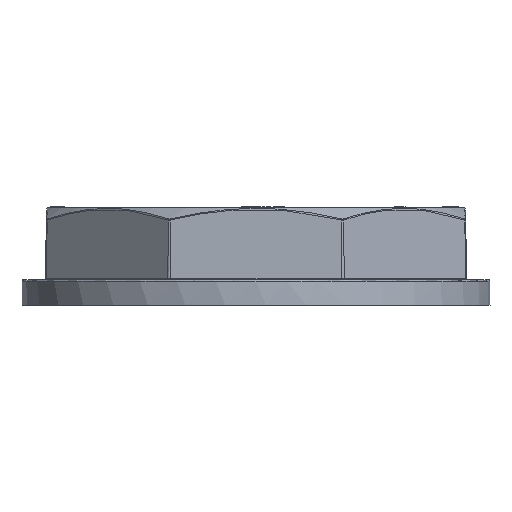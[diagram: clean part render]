
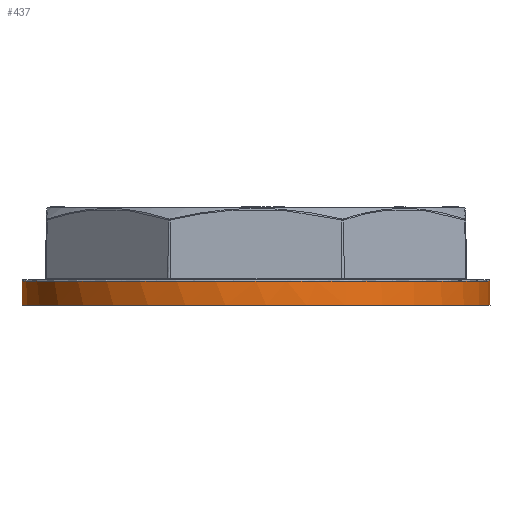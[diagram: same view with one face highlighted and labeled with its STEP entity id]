
A CAD part, front view. The second image highlights one B-rep face of the part: STEP entity #437.
In plain terms, the highlighted conical face has half-angle 1 degrees and reference radius 38.35 mm.
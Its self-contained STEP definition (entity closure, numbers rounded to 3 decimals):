
#133=CONICAL_SURFACE('',#4419,38.35,1.);
#437=ADVANCED_FACE('',(#1602,#1603),#133,.T.);
#1602=FACE_BOUND('',#1670,.T.);
#1603=FACE_BOUND('',#1671,.T.);
#1670=EDGE_LOOP('',(#2102));
#1671=EDGE_LOOP('',(#2103));
#2102=ORIENTED_EDGE('',*,*,#3796,.T.);
#2103=ORIENTED_EDGE('',*,*,#3797,.T.);
#3376=VERTEX_POINT('',#6463);
#3377=VERTEX_POINT('',#6465);
#3796=EDGE_CURVE('',#3376,#3376,#4293,.T.);
#3797=EDGE_CURVE('',#3377,#3377,#4294,.T.);
#4293=CIRCLE('',#4417,38.28);
#4294=CIRCLE('',#4418,38.35);
#4417=AXIS2_PLACEMENT_3D('',#6462,#4728,#4729);
#4418=AXIS2_PLACEMENT_3D('',#6464,#4730,#4731);
#4419=AXIS2_PLACEMENT_3D('',#6466,#4732,#4733);
#4728=DIRECTION('',(0.,0.,-1.));
#4729=DIRECTION('',(0.,-1.,0.));
#4730=DIRECTION('',(0.,0.,1.));
#4731=DIRECTION('',(0.383,-0.924,0.));
#4732=DIRECTION('',(0.,0.,-1.));
#4733=DIRECTION('',(0.383,-0.924,0.));
#6462=CARTESIAN_POINT('',(0.,-64.286,4.003));
#6463=CARTESIAN_POINT('',(0.,-102.566,4.003));
#6464=CARTESIAN_POINT('',(0.,-64.286,0.));
#6465=CARTESIAN_POINT('',(14.676,-99.716,0.));
#6466=CARTESIAN_POINT('',(0.,-64.286,0.));
